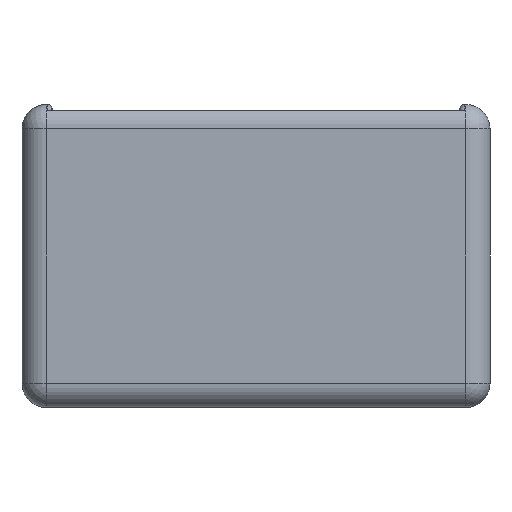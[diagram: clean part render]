
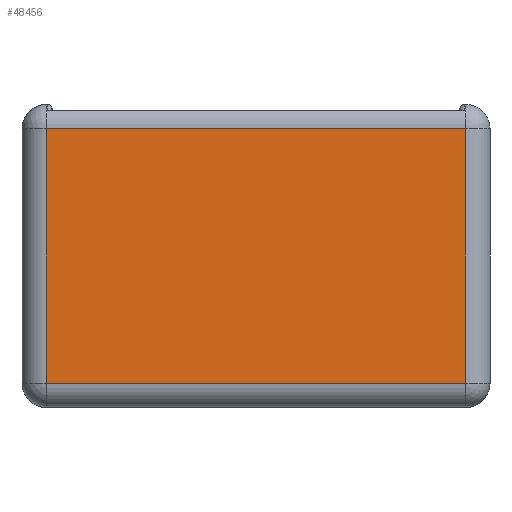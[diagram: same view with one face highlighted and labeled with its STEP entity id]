
A CAD part, front view. The second image highlights one B-rep face of the part: STEP entity #48456.
In plain terms, the highlighted planar face has unit normal (0, -1, 0).
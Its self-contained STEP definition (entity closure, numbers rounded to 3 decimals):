
#1694=PLANE('',#52367);
#4463=FACE_OUTER_BOUND('',#7451,.T.);
#7451=EDGE_LOOP('',(#36750,#36751,#36752,#36753));
#11824=LINE('',#73138,#17411);
#11893=LINE('',#73618,#17480);
#11896=LINE('',#73626,#17483);
#11899=LINE('',#73634,#17486);
#17411=VECTOR('',#58143,10.);
#17480=VECTOR('',#58574,10.);
#17483=VECTOR('',#58585,10.);
#17486=VECTOR('',#58598,10.);
#23180=VERTEX_POINT('',#73135);
#23181=VERTEX_POINT('',#73137);
#23270=VERTEX_POINT('',#73602);
#23273=VERTEX_POINT('',#73616);
#28100=EDGE_CURVE('',#23180,#23181,#11824,.T.);
#28278=EDGE_CURVE('',#23273,#23270,#11893,.T.);
#28283=EDGE_CURVE('',#23270,#23180,#11896,.T.);
#28287=EDGE_CURVE('',#23181,#23273,#11899,.T.);
#36750=ORIENTED_EDGE('',*,*,#28278,.F.);
#36751=ORIENTED_EDGE('',*,*,#28287,.F.);
#36752=ORIENTED_EDGE('',*,*,#28100,.F.);
#36753=ORIENTED_EDGE('',*,*,#28283,.F.);
#48456=ADVANCED_FACE('',(#4463),#1694,.T.);
#52367=AXIS2_PLACEMENT_3D('',#73641,#58610,#58611);
#58143=DIRECTION('',(1.,0.,0.));
#58574=DIRECTION('',(-1.,0.,0.));
#58585=DIRECTION('',(0.,0.,1.));
#58598=DIRECTION('',(0.,0.,-1.));
#58610=DIRECTION('center_axis',(0.,-1.,0.));
#58611=DIRECTION('ref_axis',(0.,0.,1.));
#73135=CARTESIAN_POINT('',(-12.878,-27.688,5.56));
#73137=CARTESIAN_POINT('',(14.978,-27.688,5.56));
#73138=CARTESIAN_POINT('',(-13.278,-27.688,5.56));
#73602=CARTESIAN_POINT('',(-12.878,-27.688,-11.34));
#73616=CARTESIAN_POINT('',(14.978,-27.688,-11.34));
#73618=CARTESIAN_POINT('',(-13.278,-27.688,-11.34));
#73626=CARTESIAN_POINT('',(-12.878,-27.688,-7.915));
#73634=CARTESIAN_POINT('',(14.978,-27.688,-7.915));
#73641=CARTESIAN_POINT('Origin',(-13.278,-27.688,-12.94));
